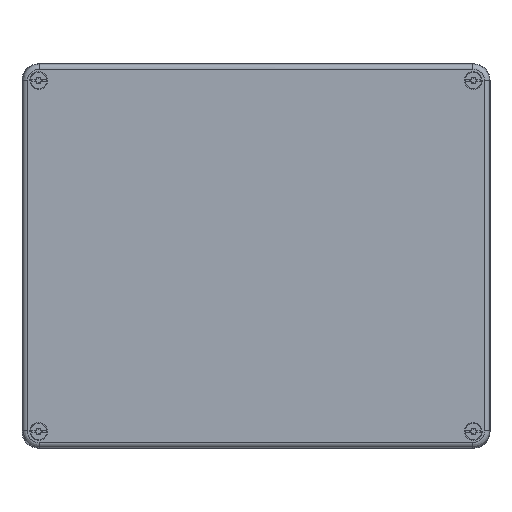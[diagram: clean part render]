
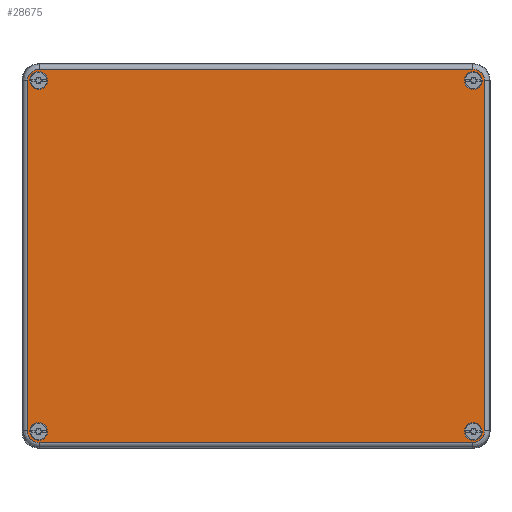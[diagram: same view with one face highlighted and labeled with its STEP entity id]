
A CAD part, top view. The second image highlights one B-rep face of the part: STEP entity #28675.
In plain terms, the highlighted planar face has unit normal (0, 0, 1).
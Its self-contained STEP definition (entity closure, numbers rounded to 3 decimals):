
#28591=AXIS2_PLACEMENT_3D('Plane Axis2P3D',#28588,#28589,#28590) ;
#28605=AXIS2_PLACEMENT_3D('Circle Axis2P3D',#28603,#28604,$) ;
#28614=AXIS2_PLACEMENT_3D('Circle Axis2P3D',#28612,#28613,$) ;
#28623=AXIS2_PLACEMENT_3D('Circle Axis2P3D',#28621,#28622,$) ;
#28632=AXIS2_PLACEMENT_3D('Circle Axis2P3D',#28630,#28631,$) ;
#28641=AXIS2_PLACEMENT_3D('Circle Axis2P3D',#28639,#28640,$) ;
#28650=AXIS2_PLACEMENT_3D('Circle Axis2P3D',#28648,#28649,$) ;
#28659=AXIS2_PLACEMENT_3D('Circle Axis2P3D',#28657,#28658,$) ;
#28668=AXIS2_PLACEMENT_3D('Circle Axis2P3D',#28666,#28667,$) ;
#27149=CARTESIAN_POINT('Vertex',(3.297,219.704,111.)) ;
#27156=CARTESIAN_POINT('Vertex',(3.297,10.296,111.)) ;
#27159=CARTESIAN_POINT('Line Origine',(3.297,115.,111.)) ;
#27287=CARTESIAN_POINT('Vertex',(10.296,226.703,111.)) ;
#27291=CARTESIAN_POINT('Control Point',(3.297,219.704,111.)) ;
#27292=CARTESIAN_POINT('Control Point',(3.297,220.184,111.)) ;
#27293=CARTESIAN_POINT('Control Point',(3.338,220.664,111.)) ;
#27294=CARTESIAN_POINT('Control Point',(3.421,221.139,111.)) ;
#27295=CARTESIAN_POINT('Control Point',(3.794,222.558,111.)) ;
#27296=CARTESIAN_POINT('Control Point',(4.527,223.849,111.)) ;
#27297=CARTESIAN_POINT('Control Point',(5.169,224.621,111.)) ;
#27298=CARTESIAN_POINT('Control Point',(6.504,225.745,111.)) ;
#27299=CARTESIAN_POINT('Control Point',(8.104,226.412,111.)) ;
#27300=CARTESIAN_POINT('Control Point',(8.823,226.606,111.)) ;
#27301=CARTESIAN_POINT('Control Point',(9.56,226.703,111.)) ;
#27302=CARTESIAN_POINT('Control Point',(10.296,226.703,111.)) ;
#27343=CARTESIAN_POINT('Vertex',(269.704,226.703,111.)) ;
#27346=CARTESIAN_POINT('Line Origine',(140.011,226.703,111.)) ;
#27474=CARTESIAN_POINT('Vertex',(276.703,219.704,111.)) ;
#27478=CARTESIAN_POINT('Control Point',(269.704,226.703,111.)) ;
#27479=CARTESIAN_POINT('Control Point',(270.184,226.703,111.)) ;
#27480=CARTESIAN_POINT('Control Point',(270.664,226.662,111.)) ;
#27481=CARTESIAN_POINT('Control Point',(271.139,226.579,111.)) ;
#27482=CARTESIAN_POINT('Control Point',(272.558,226.206,111.)) ;
#27483=CARTESIAN_POINT('Control Point',(273.849,225.473,111.)) ;
#27484=CARTESIAN_POINT('Control Point',(274.621,224.831,111.)) ;
#27485=CARTESIAN_POINT('Control Point',(275.745,223.496,111.)) ;
#27486=CARTESIAN_POINT('Control Point',(276.412,221.896,111.)) ;
#27487=CARTESIAN_POINT('Control Point',(276.606,221.177,111.)) ;
#27488=CARTESIAN_POINT('Control Point',(276.703,220.44,111.)) ;
#27489=CARTESIAN_POINT('Control Point',(276.703,219.704,111.)) ;
#27530=CARTESIAN_POINT('Vertex',(276.703,10.296,111.)) ;
#27533=CARTESIAN_POINT('Line Origine',(276.703,115.,111.)) ;
#27661=CARTESIAN_POINT('Vertex',(269.704,3.297,111.)) ;
#27665=CARTESIAN_POINT('Control Point',(276.703,10.296,111.)) ;
#27666=CARTESIAN_POINT('Control Point',(276.703,9.816,111.)) ;
#27667=CARTESIAN_POINT('Control Point',(276.662,9.336,111.)) ;
#27668=CARTESIAN_POINT('Control Point',(276.579,8.861,111.)) ;
#27669=CARTESIAN_POINT('Control Point',(276.206,7.442,111.)) ;
#27670=CARTESIAN_POINT('Control Point',(275.473,6.151,111.)) ;
#27671=CARTESIAN_POINT('Control Point',(274.831,5.379,111.)) ;
#27672=CARTESIAN_POINT('Control Point',(273.496,4.255,111.)) ;
#27673=CARTESIAN_POINT('Control Point',(271.896,3.588,111.)) ;
#27674=CARTESIAN_POINT('Control Point',(271.177,3.394,111.)) ;
#27675=CARTESIAN_POINT('Control Point',(270.44,3.297,111.)) ;
#27676=CARTESIAN_POINT('Control Point',(269.704,3.297,111.)) ;
#27717=CARTESIAN_POINT('Vertex',(10.296,3.297,111.)) ;
#27720=CARTESIAN_POINT('Line Origine',(140.011,3.297,111.)) ;
#27835=CARTESIAN_POINT('Control Point',(10.296,3.297,111.)) ;
#27836=CARTESIAN_POINT('Control Point',(9.816,3.297,111.)) ;
#27837=CARTESIAN_POINT('Control Point',(9.336,3.338,111.)) ;
#27838=CARTESIAN_POINT('Control Point',(8.861,3.421,111.)) ;
#27839=CARTESIAN_POINT('Control Point',(7.442,3.794,111.)) ;
#27840=CARTESIAN_POINT('Control Point',(6.151,4.527,111.)) ;
#27841=CARTESIAN_POINT('Control Point',(5.379,5.169,111.)) ;
#27842=CARTESIAN_POINT('Control Point',(4.255,6.504,111.)) ;
#27843=CARTESIAN_POINT('Control Point',(3.588,8.104,111.)) ;
#27844=CARTESIAN_POINT('Control Point',(3.394,8.823,111.)) ;
#27845=CARTESIAN_POINT('Control Point',(3.297,9.56,111.)) ;
#27846=CARTESIAN_POINT('Control Point',(3.297,10.296,111.)) ;
#28588=CARTESIAN_POINT('Axis2P3D Location',(140.,115.,111.)) ;
#28603=CARTESIAN_POINT('Axis2P3D Location',(270.,220.,111.)) ;
#28607=CARTESIAN_POINT('Vertex',(267.459,215.349,111.)) ;
#28609=CARTESIAN_POINT('Vertex',(272.541,224.651,111.)) ;
#28612=CARTESIAN_POINT('Axis2P3D Location',(270.,220.,111.)) ;
#28621=CARTESIAN_POINT('Axis2P3D Location',(270.,10.,111.)) ;
#28625=CARTESIAN_POINT('Vertex',(272.541,14.651,111.)) ;
#28627=CARTESIAN_POINT('Vertex',(267.459,5.349,111.)) ;
#28630=CARTESIAN_POINT('Axis2P3D Location',(270.,10.,111.)) ;
#28639=CARTESIAN_POINT('Axis2P3D Location',(10.,220.,111.)) ;
#28643=CARTESIAN_POINT('Vertex',(12.541,224.651,111.)) ;
#28645=CARTESIAN_POINT('Vertex',(7.459,215.349,111.)) ;
#28648=CARTESIAN_POINT('Axis2P3D Location',(10.,220.,111.)) ;
#28657=CARTESIAN_POINT('Axis2P3D Location',(10.,10.,111.)) ;
#28661=CARTESIAN_POINT('Vertex',(12.541,14.651,111.)) ;
#28663=CARTESIAN_POINT('Vertex',(7.459,5.349,111.)) ;
#28666=CARTESIAN_POINT('Axis2P3D Location',(10.,10.,111.)) ;
#27160=DIRECTION('Vector Direction',(0.,-1.,0.)) ;
#27347=DIRECTION('Vector Direction',(1.,0.,0.)) ;
#27534=DIRECTION('Vector Direction',(0.,-1.,0.)) ;
#27721=DIRECTION('Vector Direction',(1.,0.,0.)) ;
#28589=DIRECTION('Axis2P3D Direction',(0.,0.,1.)) ;
#28590=DIRECTION('Axis2P3D XDirection',(1.,0.,0.)) ;
#28604=DIRECTION('Axis2P3D Direction',(0.,0.,1.)) ;
#28613=DIRECTION('Axis2P3D Direction',(0.,0.,1.)) ;
#28622=DIRECTION('Axis2P3D Direction',(0.,0.,1.)) ;
#28631=DIRECTION('Axis2P3D Direction',(0.,0.,1.)) ;
#28640=DIRECTION('Axis2P3D Direction',(0.,0.,1.)) ;
#28649=DIRECTION('Axis2P3D Direction',(0.,0.,1.)) ;
#28658=DIRECTION('Axis2P3D Direction',(0.,0.,1.)) ;
#28667=DIRECTION('Axis2P3D Direction',(0.,0.,1.)) ;
#27161=VECTOR('Line Direction',#27160,1.) ;
#27348=VECTOR('Line Direction',#27347,1.) ;
#27535=VECTOR('Line Direction',#27534,1.) ;
#27722=VECTOR('Line Direction',#27721,1.) ;
#28594=ORIENTED_EDGE('',*,*,#27350,.T.) ;
#28595=ORIENTED_EDGE('',*,*,#27303,.T.) ;
#28596=ORIENTED_EDGE('',*,*,#27163,.T.) ;
#28597=ORIENTED_EDGE('',*,*,#27847,.T.) ;
#28598=ORIENTED_EDGE('',*,*,#27724,.T.) ;
#28599=ORIENTED_EDGE('',*,*,#27677,.T.) ;
#28600=ORIENTED_EDGE('',*,*,#27537,.T.) ;
#28601=ORIENTED_EDGE('',*,*,#27490,.T.) ;
#28618=ORIENTED_EDGE('',*,*,#28611,.T.) ;
#28619=ORIENTED_EDGE('',*,*,#28616,.T.) ;
#28636=ORIENTED_EDGE('',*,*,#28629,.T.) ;
#28637=ORIENTED_EDGE('',*,*,#28634,.T.) ;
#28654=ORIENTED_EDGE('',*,*,#28647,.T.) ;
#28655=ORIENTED_EDGE('',*,*,#28652,.T.) ;
#28672=ORIENTED_EDGE('',*,*,#28665,.T.) ;
#28673=ORIENTED_EDGE('',*,*,#28670,.T.) ;
#28620=FACE_BOUND('',#28617,.T.) ;
#28638=FACE_BOUND('',#28635,.T.) ;
#28656=FACE_BOUND('',#28653,.T.) ;
#28674=FACE_BOUND('',#28671,.T.) ;
#28675=ADVANCED_FACE('Cover',(#28602,#28620,#28638,#28656,#28674),#28592,.T.) ;
#27290=B_SPLINE_CURVE_WITH_KNOTS('',5,(#27291,#27292,#27293,#27294,#27295,#27296,#27297,#27298,#27299,#27300,#27301,#27302),.UNSPECIFIED.,.F.,.U.,(6,3,3,6),(28.768,32.952,41.518,47.94),.UNSPECIFIED.) ;
#27477=B_SPLINE_CURVE_WITH_KNOTS('',5,(#27478,#27479,#27480,#27481,#27482,#27483,#27484,#27485,#27486,#27487,#27488,#27489),.UNSPECIFIED.,.F.,.U.,(6,3,3,6),(28.768,32.952,41.518,47.94),.UNSPECIFIED.) ;
#27664=B_SPLINE_CURVE_WITH_KNOTS('',5,(#27665,#27666,#27667,#27668,#27669,#27670,#27671,#27672,#27673,#27674,#27675,#27676),.UNSPECIFIED.,.F.,.U.,(6,3,3,6),(28.768,32.952,41.518,47.94),.UNSPECIFIED.) ;
#27834=B_SPLINE_CURVE_WITH_KNOTS('',5,(#27835,#27836,#27837,#27838,#27839,#27840,#27841,#27842,#27843,#27844,#27845,#27846),.UNSPECIFIED.,.F.,.U.,(6,3,3,6),(28.768,32.952,41.518,47.94),.UNSPECIFIED.) ;
#28606=CIRCLE('generated circle',#28605,5.3) ;
#28615=CIRCLE('generated circle',#28614,5.3) ;
#28624=CIRCLE('generated circle',#28623,5.3) ;
#28633=CIRCLE('generated circle',#28632,5.3) ;
#28642=CIRCLE('generated circle',#28641,5.3) ;
#28651=CIRCLE('generated circle',#28650,5.3) ;
#28660=CIRCLE('generated circle',#28659,5.3) ;
#28669=CIRCLE('generated circle',#28668,5.3) ;
#27163=EDGE_CURVE('',#27150,#27157,#27162,.T.) ;
#27303=EDGE_CURVE('',#27288,#27150,#27290,.F.) ;
#27350=EDGE_CURVE('',#27344,#27288,#27349,.F.) ;
#27490=EDGE_CURVE('',#27475,#27344,#27477,.F.) ;
#27537=EDGE_CURVE('',#27531,#27475,#27536,.F.) ;
#27677=EDGE_CURVE('',#27662,#27531,#27664,.F.) ;
#27724=EDGE_CURVE('',#27718,#27662,#27723,.T.) ;
#27847=EDGE_CURVE('',#27157,#27718,#27834,.F.) ;
#28611=EDGE_CURVE('',#28608,#28610,#28606,.F.) ;
#28616=EDGE_CURVE('',#28610,#28608,#28615,.F.) ;
#28629=EDGE_CURVE('',#28626,#28628,#28624,.F.) ;
#28634=EDGE_CURVE('',#28628,#28626,#28633,.F.) ;
#28647=EDGE_CURVE('',#28644,#28646,#28642,.F.) ;
#28652=EDGE_CURVE('',#28646,#28644,#28651,.F.) ;
#28665=EDGE_CURVE('',#28662,#28664,#28660,.F.) ;
#28670=EDGE_CURVE('',#28664,#28662,#28669,.F.) ;
#28593=EDGE_LOOP('',(#28594,#28595,#28596,#28597,#28598,#28599,#28600,#28601)) ;
#28617=EDGE_LOOP('',(#28618,#28619)) ;
#28635=EDGE_LOOP('',(#28636,#28637)) ;
#28653=EDGE_LOOP('',(#28654,#28655)) ;
#28671=EDGE_LOOP('',(#28672,#28673)) ;
#28602=FACE_OUTER_BOUND('',#28593,.T.) ;
#27162=LINE('Line',#27159,#27161) ;
#27349=LINE('Line',#27346,#27348) ;
#27536=LINE('Line',#27533,#27535) ;
#27723=LINE('Line',#27720,#27722) ;
#28592=PLANE('',#28591) ;
#27150=VERTEX_POINT('',#27149) ;
#27157=VERTEX_POINT('',#27156) ;
#27288=VERTEX_POINT('',#27287) ;
#27344=VERTEX_POINT('',#27343) ;
#27475=VERTEX_POINT('',#27474) ;
#27531=VERTEX_POINT('',#27530) ;
#27662=VERTEX_POINT('',#27661) ;
#27718=VERTEX_POINT('',#27717) ;
#28608=VERTEX_POINT('',#28607) ;
#28610=VERTEX_POINT('',#28609) ;
#28626=VERTEX_POINT('',#28625) ;
#28628=VERTEX_POINT('',#28627) ;
#28644=VERTEX_POINT('',#28643) ;
#28646=VERTEX_POINT('',#28645) ;
#28662=VERTEX_POINT('',#28661) ;
#28664=VERTEX_POINT('',#28663) ;
